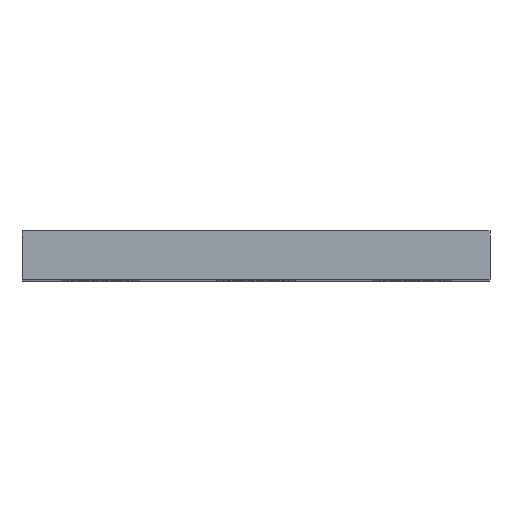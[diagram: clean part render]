
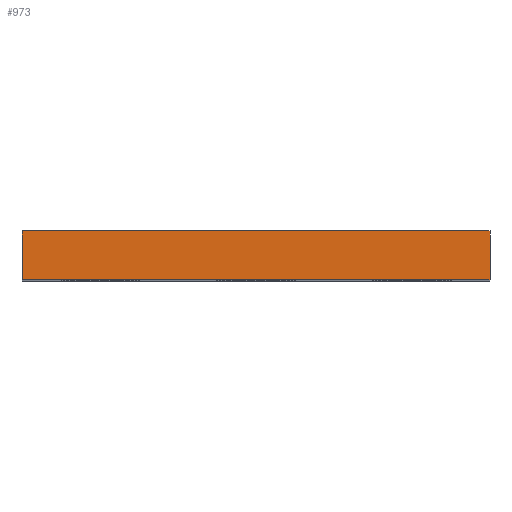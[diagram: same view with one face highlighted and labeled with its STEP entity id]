
A CAD part, top view. The second image highlights one B-rep face of the part: STEP entity #973.
In plain terms, the highlighted planar face has unit normal (0, 0, 1).
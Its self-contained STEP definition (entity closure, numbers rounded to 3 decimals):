
#33 = VERTEX_POINT ( 'NONE', #1021 ) ;
#55 = DIRECTION ( 'NONE',  ( 1., 0., 0. ) ) ;
#80 = CARTESIAN_POINT ( 'NONE',  ( -4., 2.5, 36. ) ) ;
#152 = ORIENTED_EDGE ( 'NONE', *, *, #853, .T. ) ;
#197 = CARTESIAN_POINT ( 'NONE',  ( -4., 2.5, 36. ) ) ;
#241 = CARTESIAN_POINT ( 'NONE',  ( -4., 2.5, 36. ) ) ;
#248 = VERTEX_POINT ( 'NONE', #858 ) ;
#259 = CARTESIAN_POINT ( 'NONE',  ( 20., 0., 36. ) ) ;
#300 = PLANE ( 'NONE',  #770 ) ;
#378 = LINE ( 'NONE', #241, #1201 ) ;
#379 = VERTEX_POINT ( 'NONE', #259 ) ;
#409 = EDGE_CURVE ( 'NONE', #33, #927, #378, .T. ) ;
#489 = DIRECTION ( 'NONE',  ( 0., -1., 0. ) ) ;
#502 = CARTESIAN_POINT ( 'NONE',  ( 20., 2.5, 36. ) ) ;
#576 = VECTOR ( 'NONE', #610, 1000. ) ;
#603 = FACE_OUTER_BOUND ( 'NONE', #626, .T. ) ;
#610 = DIRECTION ( 'NONE',  ( 0., -1., 0. ) ) ;
#626 = EDGE_LOOP ( 'NONE', ( #697, #640, #1278, #152 ) ) ;
#640 = ORIENTED_EDGE ( 'NONE', *, *, #786, .F. ) ;
#697 = ORIENTED_EDGE ( 'NONE', *, *, #1127, .T. ) ;
#770 = AXIS2_PLACEMENT_3D ( 'NONE', #197, #1032, #810 ) ;
#786 = EDGE_CURVE ( 'NONE', #927, #379, #1132, .T. ) ;
#810 = DIRECTION ( 'NONE',  ( -1., 0., 0. ) ) ;
#851 = LINE ( 'NONE', #80, #576 ) ;
#853 = EDGE_CURVE ( 'NONE', #33, #248, #851, .T. ) ;
#858 = CARTESIAN_POINT ( 'NONE',  ( -4., 0., 36. ) ) ;
#865 = DIRECTION ( 'NONE',  ( 1., 0., 0. ) ) ;
#876 = VECTOR ( 'NONE', #865, 1000. ) ;
#917 = VECTOR ( 'NONE', #489, 1000. ) ;
#927 = VERTEX_POINT ( 'NONE', #1212 ) ;
#973 = ADVANCED_FACE ( 'NONE', ( #603 ), #300, .F. ) ;
#1021 = CARTESIAN_POINT ( 'NONE',  ( -4., 2.5, 36. ) ) ;
#1032 = DIRECTION ( 'NONE',  ( 0., 0., -1. ) ) ;
#1127 = EDGE_CURVE ( 'NONE', #248, #379, #1332, .T. ) ;
#1132 = LINE ( 'NONE', #502, #917 ) ;
#1173 = CARTESIAN_POINT ( 'NONE',  ( -4., 0., 36. ) ) ;
#1201 = VECTOR ( 'NONE', #55, 1000. ) ;
#1212 = CARTESIAN_POINT ( 'NONE',  ( 20., 2.5, 36. ) ) ;
#1278 = ORIENTED_EDGE ( 'NONE', *, *, #409, .F. ) ;
#1332 = LINE ( 'NONE', #1173, #876 ) ;
